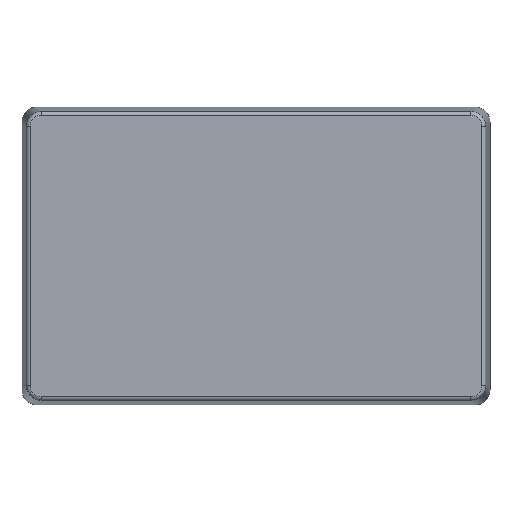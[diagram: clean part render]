
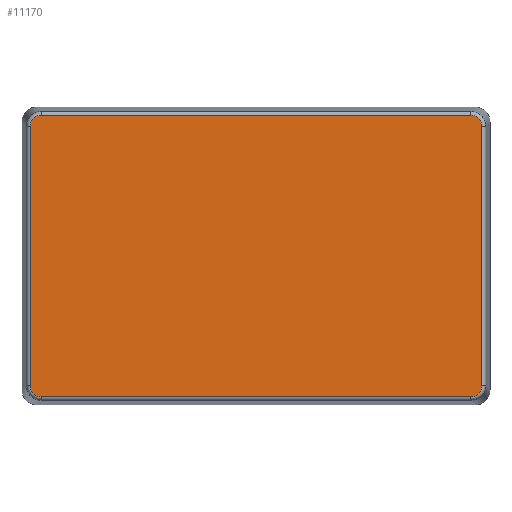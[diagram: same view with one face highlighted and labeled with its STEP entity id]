
A CAD part, front view. The second image highlights one B-rep face of the part: STEP entity #11170.
In plain terms, the highlighted face is planar.
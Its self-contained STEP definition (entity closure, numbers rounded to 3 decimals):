
#104=ELLIPSE('',#11822,4.505,4.5);
#107=ELLIPSE('',#11826,4.505,4.5);
#108=ELLIPSE('',#11832,4.505,4.5);
#111=ELLIPSE('',#11836,4.505,4.5);
#1195=LINE('',#17621,#2120);
#1197=LINE('',#17699,#2122);
#1200=LINE('',#17706,#2125);
#1202=LINE('',#17779,#2127);
#2120=VECTOR('',#13165,172.227);
#2122=VECTOR('',#13185,103.977);
#2125=VECTOR('',#13192,103.977);
#2127=VECTOR('',#13208,172.227);
#2786=PLANE('',#11844);
#3371=FACE_OUTER_BOUND('',#4044,.T.);
#4044=EDGE_LOOP('',(#8792,#8793,#8794,#8795,#8796,#8797,#8798,#8799));
#5154=VERTEX_POINT('',#17618);
#5155=VERTEX_POINT('',#17620);
#5158=VERTEX_POINT('',#17656);
#5159=VERTEX_POINT('',#17690);
#5162=VERTEX_POINT('',#17697);
#5163=VERTEX_POINT('',#17702);
#5166=VERTEX_POINT('',#17738);
#5167=VERTEX_POINT('',#17772);
#6475=EDGE_CURVE('',#5154,#5155,#1195,.T.);
#6479=EDGE_CURVE('',#5158,#5154,#104,.T.);
#6483=EDGE_CURVE('',#5155,#5159,#107,.T.);
#6485=EDGE_CURVE('',#5162,#5158,#1197,.T.);
#6489=EDGE_CURVE('',#5159,#5163,#1200,.T.);
#6491=EDGE_CURVE('',#5166,#5162,#108,.T.);
#6495=EDGE_CURVE('',#5163,#5167,#111,.T.);
#6497=EDGE_CURVE('',#5167,#5166,#1202,.T.);
#8792=ORIENTED_EDGE('',*,*,#6475,.F.);
#8793=ORIENTED_EDGE('',*,*,#6479,.F.);
#8794=ORIENTED_EDGE('',*,*,#6485,.F.);
#8795=ORIENTED_EDGE('',*,*,#6491,.F.);
#8796=ORIENTED_EDGE('',*,*,#6497,.F.);
#8797=ORIENTED_EDGE('',*,*,#6495,.F.);
#8798=ORIENTED_EDGE('',*,*,#6489,.F.);
#8799=ORIENTED_EDGE('',*,*,#6483,.F.);
#11170=ADVANCED_FACE('',(#3371),#2786,.F.);
#11822=AXIS2_PLACEMENT_3D('',#17658,#13171,#13172);
#11826=AXIS2_PLACEMENT_3D('',#17694,#13179,#13180);
#11832=AXIS2_PLACEMENT_3D('',#17740,#13195,#13196);
#11836=AXIS2_PLACEMENT_3D('',#17776,#13203,#13204);
#11844=AXIS2_PLACEMENT_3D('',#17798,#13228,#13229);
#13165=DIRECTION('',(-1.,0.,0.));
#13171=DIRECTION('center_axis',(0.,0.,1.));
#13172=DIRECTION('ref_axis',(0.707,0.707,0.));
#13179=DIRECTION('center_axis',(0.,0.,1.));
#13180=DIRECTION('ref_axis',(-0.707,0.707,0.));
#13185=DIRECTION('',(0.,1.,0.));
#13192=DIRECTION('',(0.,-1.,0.));
#13195=DIRECTION('center_axis',(0.,0.,1.));
#13196=DIRECTION('ref_axis',(0.707,-0.707,0.));
#13203=DIRECTION('center_axis',(0.,0.,1.));
#13204=DIRECTION('ref_axis',(-0.707,-0.707,0.));
#13208=DIRECTION('',(1.,0.,0.));
#13228=DIRECTION('center_axis',(0.,0.,1.));
#13229=DIRECTION('ref_axis',(1.,0.,0.));
#17618=CARTESIAN_POINT('',(86.113,56.486,-52.));
#17620=CARTESIAN_POINT('',(-86.113,56.486,-52.));
#17621=CARTESIAN_POINT('',(0.,56.486,-52.));
#17656=CARTESIAN_POINT('',(90.611,51.988,-52.));
#17658=CARTESIAN_POINT('Origin',(86.108,51.983,-52.));
#17690=CARTESIAN_POINT('',(-90.611,51.988,-52.));
#17694=CARTESIAN_POINT('Origin',(-86.108,51.983,-52.));
#17697=CARTESIAN_POINT('',(90.611,-51.988,-52.));
#17699=CARTESIAN_POINT('',(90.611,0.,-52.));
#17702=CARTESIAN_POINT('',(-90.611,-51.988,-52.));
#17706=CARTESIAN_POINT('',(-90.611,0.,-52.));
#17738=CARTESIAN_POINT('',(86.113,-56.486,-52.));
#17740=CARTESIAN_POINT('Origin',(86.108,-51.983,-52.));
#17772=CARTESIAN_POINT('',(-86.113,-56.486,-52.));
#17776=CARTESIAN_POINT('Origin',(-86.108,-51.983,-52.));
#17779=CARTESIAN_POINT('',(0.,-56.486,-52.));
#17798=CARTESIAN_POINT('Origin',(0.,0.,
-52.));
